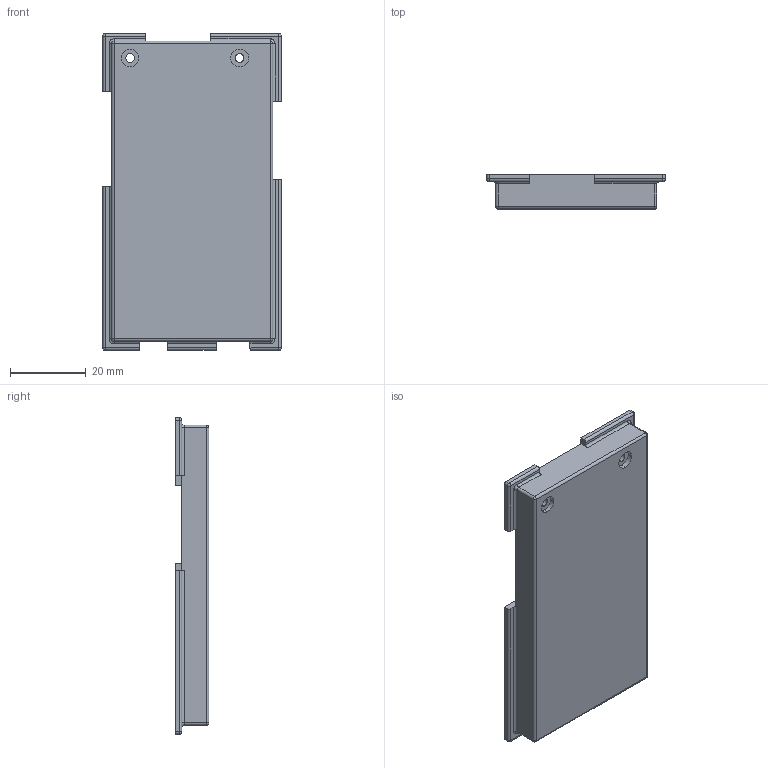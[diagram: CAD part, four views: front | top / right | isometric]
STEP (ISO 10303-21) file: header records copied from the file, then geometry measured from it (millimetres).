
FILE_DESCRIPTION (( 'STEP AP214' ), '1' );
FILE_NAME ('Joel Enclosure Bottom.STEP', '2018-05-30T15:32:50', ( '' ), ( '' ), 'SwSTEP 2.0', 'SolidWorks 2018', '' );
FILE_SCHEMA (( 'AUTOMOTIVE_DESIGN' ));
Length unit declared in the file: inch
Products named in the file (1): Joel Enclosure Bottom
Bounding box: 47.02 x 8.89 x 83.36 mm (x, y, z)
Volume: 8294.7 mm3; surface area: 11153.5 mm2
Topology: 1 solids, 1 shells, 149 faces, 377 edges, 222 vertices
Faces by surface type: cylinder 62, plane 51, torus 15, bspline 13, sphere 8
Entity records: 6768 total; most frequent: CARTESIAN_POINT 1285, DIRECTION 750, ORIENTED_EDGE 734, EDGE_CURVE 367, AXIS2_PLACEMENT_3D 279, VERTEX_POINT 222, VECTOR 192, LINE 192
